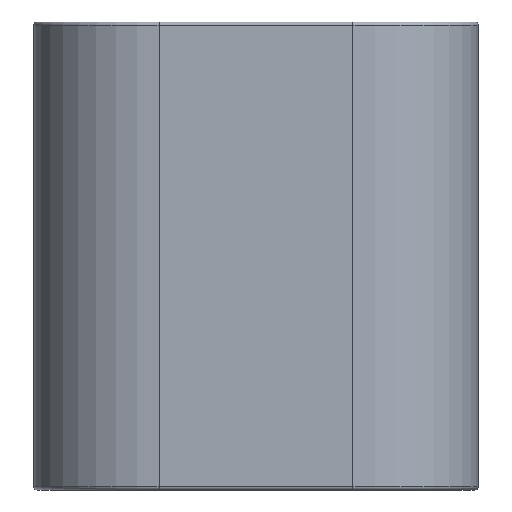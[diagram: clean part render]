
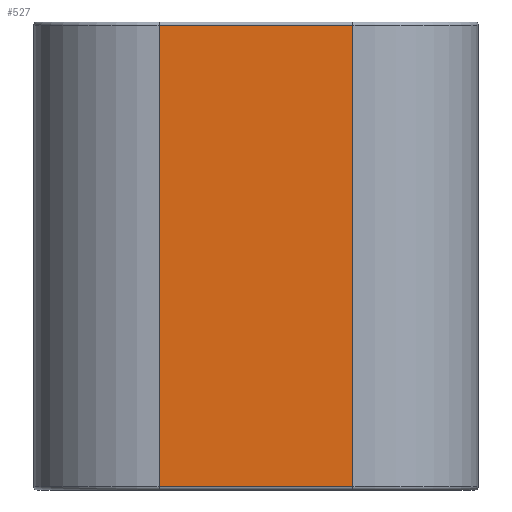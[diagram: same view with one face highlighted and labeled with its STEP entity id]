
A CAD part, front view. The second image highlights one B-rep face of the part: STEP entity #527.
In plain terms, the highlighted planar face has unit normal (0, -1, 0).
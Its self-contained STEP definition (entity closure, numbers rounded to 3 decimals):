
#11 = CARTESIAN_POINT ( 'NONE',  ( -2.9, -3.75, 13.9 ) ) ;
#20 = DIRECTION ( 'NONE',  ( 0., 1., 0. ) ) ;
#92 = VERTEX_POINT ( 'NONE', #1168 ) ;
#110 = CARTESIAN_POINT ( 'NONE',  ( 2.9, -3.75, 0.1 ) ) ;
#185 = VERTEX_POINT ( 'NONE', #110 ) ;
#233 = CARTESIAN_POINT ( 'NONE',  ( 2.9, -3.75, 0.1 ) ) ;
#236 = LINE ( 'NONE', #233, #491 ) ;
#250 = EDGE_CURVE ( 'NONE', #546, #711, #1108, .T. ) ;
#259 = CARTESIAN_POINT ( 'NONE',  ( -2.9, -3.75, 0.1 ) ) ;
#289 = CARTESIAN_POINT ( 'NONE',  ( -2.9, -3.75, 14. ) ) ;
#291 = CARTESIAN_POINT ( 'NONE',  ( -2.9, -3.75, 14. ) ) ;
#309 = LINE ( 'NONE', #710, #617 ) ;
#326 = DIRECTION ( 'NONE',  ( 1., 0., 0. ) ) ;
#371 = PLANE ( 'NONE',  #892 ) ;
#392 = DIRECTION ( 'NONE',  ( -1., 0., 0. ) ) ;
#427 = ORIENTED_EDGE ( 'NONE', *, *, #841, .T. ) ;
#446 = CARTESIAN_POINT ( 'NONE',  ( 2.9, -3.75, 14. ) ) ;
#491 = VECTOR ( 'NONE', #326, 1000. ) ;
#527 = ADVANCED_FACE ( 'NONE', ( #712 ), #371, .F. ) ;
#545 = LINE ( 'NONE', #446, #1102 ) ;
#546 = VERTEX_POINT ( 'NONE', #11 ) ;
#598 = EDGE_CURVE ( 'NONE', #711, #185, #236, .T. ) ;
#617 = VECTOR ( 'NONE', #392, 1000. ) ;
#710 = CARTESIAN_POINT ( 'NONE',  ( -2.9, -3.75, 13.9 ) ) ;
#711 = VERTEX_POINT ( 'NONE', #259 ) ;
#712 = FACE_OUTER_BOUND ( 'NONE', #799, .T. ) ;
#754 = ORIENTED_EDGE ( 'NONE', *, *, #1248, .F. ) ;
#799 = EDGE_LOOP ( 'NONE', ( #1169, #1177, #754, #427 ) ) ;
#841 = EDGE_CURVE ( 'NONE', #92, #546, #309, .T. ) ;
#892 = AXIS2_PLACEMENT_3D ( 'NONE', #291, #20, #909 ) ;
#901 = DIRECTION ( 'NONE',  ( 0., 0., -1. ) ) ;
#909 = DIRECTION ( 'NONE',  ( 0., 0., 1. ) ) ;
#1027 = DIRECTION ( 'NONE',  ( 0., 0., -1. ) ) ;
#1053 = VECTOR ( 'NONE', #901, 1000. ) ;
#1102 = VECTOR ( 'NONE', #1027, 1000. ) ;
#1108 = LINE ( 'NONE', #289, #1053 ) ;
#1168 = CARTESIAN_POINT ( 'NONE',  ( 2.9, -3.75, 13.9 ) ) ;
#1169 = ORIENTED_EDGE ( 'NONE', *, *, #250, .T. ) ;
#1177 = ORIENTED_EDGE ( 'NONE', *, *, #598, .T. ) ;
#1248 = EDGE_CURVE ( 'NONE', #92, #185, #545, .T. ) ;
